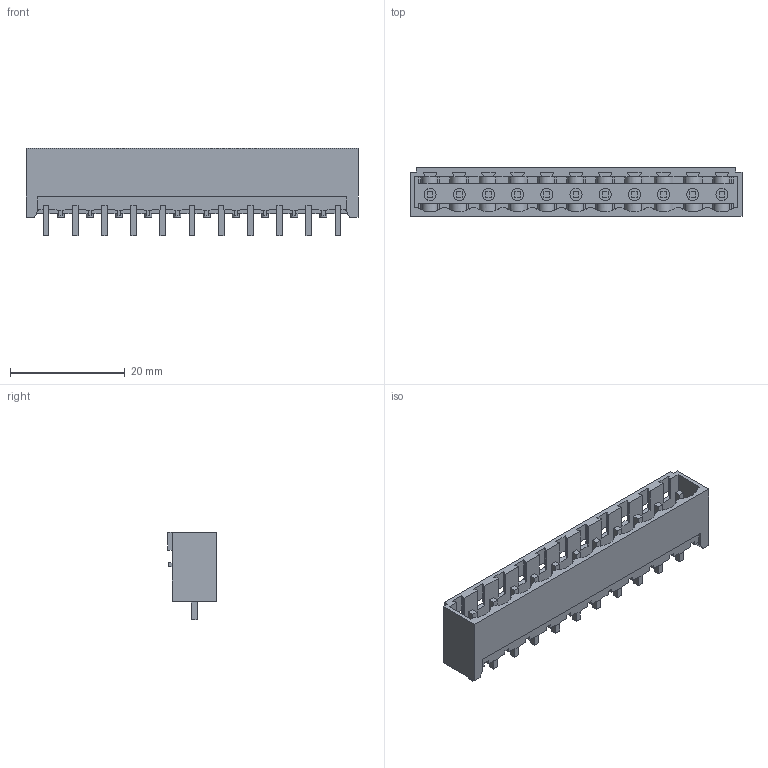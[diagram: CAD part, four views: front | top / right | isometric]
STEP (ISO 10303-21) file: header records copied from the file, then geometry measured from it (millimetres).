
FILE_DESCRIPTION(('CATIA V5 STEP Exchange','CAx-IF Rec.Pracs.--- Model Styling and Organization---1.5--- 2016-08-15','CAx-IF Rec.Pracs.---Supplemental Geometry---1.0---2011-11-01','CAx-IF Rec.Pracs.--- Composite Materials ---1.1---2010-07-15'),'2;1');
FILE_NAME ('D1457026_1', '2025-02-03T10:33:28+00:00', ('none'), ('Weidmueller'), 'CATIA Version 5-6 Release 2022 SP4 HF5', 'CATIA V5 STEP AP214 v3', 'none');
FILE_SCHEMA(('AUTOMOTIVE_DESIGN { 1 0 10303 214 1 1 1 1 }'));
Length unit declared in the file: millimetre
Products named in the file (1): 1838300000
Bounding box: 57.78 x 8.43 x 15.2 mm (x, y, z)
Volume: 2081.1 mm3; surface area: 4717.5 mm2
Topology: 1 solids, 1 shells, 669 faces, 2057 edges, 1392 vertices
Faces by surface type: plane 555, cylinder 103, extrusion 11
Entity records: 21952 total; most frequent: CARTESIAN_POINT 4643, ORIENTED_EDGE 4114, DIRECTION 2505, EDGE_CURVE 2057, VECTOR 1663, LINE 1652, VERTEX_POINT 1392, EDGE_LOOP 693
